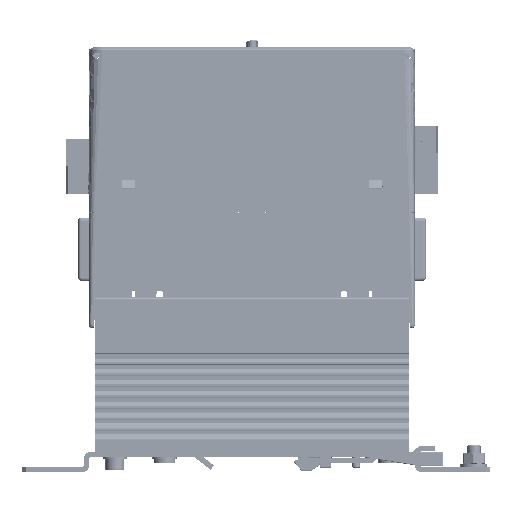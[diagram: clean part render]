
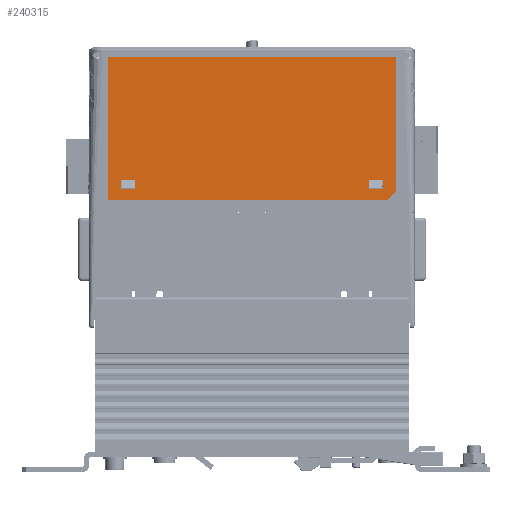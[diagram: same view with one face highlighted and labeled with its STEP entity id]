
A CAD part, left-side view. The second image highlights one B-rep face of the part: STEP entity #240315.
In plain terms, the highlighted planar face has unit normal (1, 0, 0).
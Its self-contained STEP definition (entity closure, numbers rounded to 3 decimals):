
#205049=DIRECTION('',(0.,0.,1.));
#205050=VECTOR('',#205049,3.5);
#205051=CARTESIAN_POINT('',(-25.3,48.65,45.6));
#205052=LINE('',#205051,#205050);
#205078=DIRECTION('',(0.,-1.,0.));
#205079=VECTOR('',#205078,5.3);
#205080=CARTESIAN_POINT('',(-25.3,48.65,45.6));
#205081=LINE('',#205080,#205079);
#205090=DIRECTION('',(0.,0.707,-0.707));
#205091=VECTOR('',#205090,4.525);
#205092=CARTESIAN_POINT('',(-25.3,-53.5,44.9));
#205093=LINE('',#205092,#205091);
#205094=DIRECTION('',(0.,1.,0.));
#205095=VECTOR('',#205094,103.8);
#205096=CARTESIAN_POINT('',(-25.3,-50.3,41.7));
#205097=LINE('',#205096,#205095);
#205110=DIRECTION('',(0.,0.,-1.));
#205111=VECTOR('',#205110,53.);
#205112=CARTESIAN_POINT('',(-25.3,53.5,94.7));
#205113=LINE('',#205112,#205111);
#205122=DIRECTION('',(0.,1.,0.));
#205123=VECTOR('',#205122,107.);
#205124=CARTESIAN_POINT('',(-25.3,-53.5,94.7));
#205125=LINE('',#205124,#205123);
#205142=DIRECTION('',(0.,0.,-1.));
#205143=VECTOR('',#205142,49.8);
#205144=CARTESIAN_POINT('',(-25.3,-53.5,94.7));
#205145=LINE('',#205144,#205143);
#208642=DIRECTION('',(0.,0.,1.));
#208643=VECTOR('',#208642,3.5);
#208644=CARTESIAN_POINT('',(-25.3,43.35,45.6));
#208645=LINE('',#208644,#208643);
#208676=DIRECTION('',(0.,-1.,0.));
#208677=VECTOR('',#208676,5.3);
#208678=CARTESIAN_POINT('',(-25.3,48.65,49.1));
#208679=LINE('',#208678,#208677);
#208809=DIRECTION('',(0.,0.,1.));
#208810=VECTOR('',#208809,3.5);
#208811=CARTESIAN_POINT('',(-25.3,-43.35,45.6));
#208812=LINE('',#208811,#208810);
#208846=DIRECTION('',(0.,-1.,0.));
#208847=VECTOR('',#208846,5.3);
#208848=CARTESIAN_POINT('',(-25.3,-43.35,45.6));
#208849=LINE('',#208848,#208847);
#208850=DIRECTION('',(0.,0.,1.));
#208851=VECTOR('',#208850,3.5);
#208852=CARTESIAN_POINT('',(-25.3,-48.65,45.6));
#208853=LINE('',#208852,#208851);
#208876=DIRECTION('',(0.,-1.,0.));
#208877=VECTOR('',#208876,5.3);
#208878=CARTESIAN_POINT('',(-25.3,-43.35,49.1));
#208879=LINE('',#208878,#208877);
#228172=CARTESIAN_POINT('',(-25.3,-50.3,41.7));
#228173=VERTEX_POINT('',#228172);
#228174=CARTESIAN_POINT('',(-25.3,53.5,41.7));
#228175=VERTEX_POINT('',#228174);
#228176=CARTESIAN_POINT('',(-25.3,-53.5,44.9));
#228177=VERTEX_POINT('',#228176);
#228178=CARTESIAN_POINT('',(-25.3,-53.5,94.7));
#228179=VERTEX_POINT('',#228178);
#228180=CARTESIAN_POINT('',(-25.3,53.5,94.7));
#228181=VERTEX_POINT('',#228180);
#228182=CARTESIAN_POINT('',(-25.3,-43.35,45.6));
#228183=CARTESIAN_POINT('',(-25.3,-43.35,49.1));
#228184=VERTEX_POINT('',#228182);
#228185=VERTEX_POINT('',#228183);
#228186=CARTESIAN_POINT('',(-25.3,-48.65,49.1));
#228187=VERTEX_POINT('',#228186);
#228188=CARTESIAN_POINT('',(-25.3,-48.65,45.6));
#228189=VERTEX_POINT('',#228188);
#228190=CARTESIAN_POINT('',(-25.3,43.35,45.6));
#228191=CARTESIAN_POINT('',(-25.3,43.35,49.1));
#228192=VERTEX_POINT('',#228190);
#228193=VERTEX_POINT('',#228191);
#228194=CARTESIAN_POINT('',(-25.3,48.65,45.6));
#228195=VERTEX_POINT('',#228194);
#228196=CARTESIAN_POINT('',(-25.3,48.65,49.1));
#228197=VERTEX_POINT('',#228196);
#240280=CARTESIAN_POINT('',(-25.3,0.,68.2));
#240281=DIRECTION('',(1.,0.,0.));
#240282=DIRECTION('',(0.,0.,-1.));
#240283=AXIS2_PLACEMENT_3D('',#240280,#240281,#240282);
#240284=PLANE('',#240283);
#240286=ORIENTED_EDGE('',*,*,#240285,.F.);
#240288=ORIENTED_EDGE('',*,*,#240287,.F.);
#240290=ORIENTED_EDGE('',*,*,#240289,.T.);
#240292=ORIENTED_EDGE('',*,*,#240291,.T.);
#240294=ORIENTED_EDGE('',*,*,#240293,.F.);
#240295=EDGE_LOOP('',(#240286,#240288,#240290,#240292,#240294));
#240296=FACE_OUTER_BOUND('',#240295,.F.);
#240298=ORIENTED_EDGE('',*,*,#240297,.T.);
#240300=ORIENTED_EDGE('',*,*,#240299,.T.);
#240302=ORIENTED_EDGE('',*,*,#240301,.F.);
#240304=ORIENTED_EDGE('',*,*,#240303,.F.);
#240305=EDGE_LOOP('',(#240298,#240300,#240302,#240304));
#240306=FACE_BOUND('',#240305,.F.);
#240308=ORIENTED_EDGE('',*,*,#240307,.F.);
#240309=ORIENTED_EDGE('',*,*,#240272,.F.);
#240310=ORIENTED_EDGE('',*,*,#240212,.T.);
#240312=ORIENTED_EDGE('',*,*,#240311,.T.);
#240313=EDGE_LOOP('',(#240308,#240309,#240310,#240312));
#240314=FACE_BOUND('',#240313,.F.);
#240212=EDGE_CURVE('',#228195,#228197,#205052,.T.);
#240272=EDGE_CURVE('',#228195,#228192,#205081,.T.);
#240285=EDGE_CURVE('',#228177,#228173,#205093,.T.);
#240287=EDGE_CURVE('',#228179,#228177,#205145,.T.);
#240289=EDGE_CURVE('',#228179,#228181,#205125,.T.);
#240291=EDGE_CURVE('',#228181,#228175,#205113,.T.);
#240293=EDGE_CURVE('',#228173,#228175,#205097,.T.);
#240297=EDGE_CURVE('',#228184,#228185,#208812,.T.);
#240299=EDGE_CURVE('',#228185,#228187,#208879,.T.);
#240301=EDGE_CURVE('',#228189,#228187,#208853,.T.);
#240303=EDGE_CURVE('',#228184,#228189,#208849,.T.);
#240307=EDGE_CURVE('',#228192,#228193,#208645,.T.);
#240311=EDGE_CURVE('',#228197,#228193,#208679,.T.);
#240315=ADVANCED_FACE('',(#240296,#240306,#240314),#240284,.T.);
